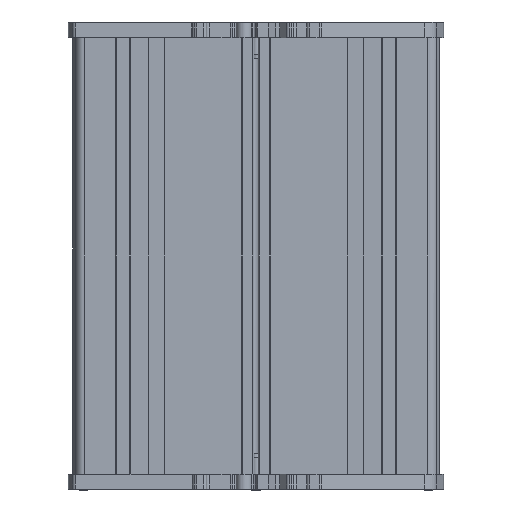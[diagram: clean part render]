
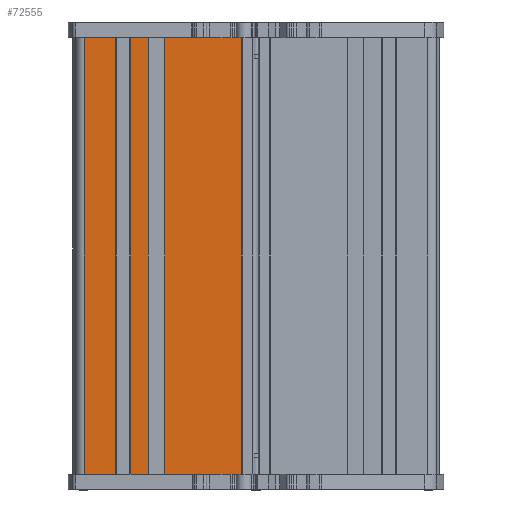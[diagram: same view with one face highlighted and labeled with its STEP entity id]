
A CAD part, front view. The second image highlights one B-rep face of the part: STEP entity #72555.
In plain terms, the highlighted planar face has unit normal (0, -1, 0).
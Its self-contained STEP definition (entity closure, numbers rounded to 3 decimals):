
#850=FACE_BOUND('',#8087,.T.);
#851=FACE_BOUND('',#8088,.T.);
#4044=FACE_OUTER_BOUND('',#8086,.T.);
#8086=EDGE_LOOP('',(#55219,#55220,#55221,#55222,#55223,#55224,#55225,#55226,
#55227,#55228,#55229,#55230,#55231,#55232,#55233,#55234,#55235,#55236,#55237,
#55238));
#8087=EDGE_LOOP('',(#55239,#55240,#55241,#55242));
#8088=EDGE_LOOP('',(#55243,#55244,#55245,#55246));
#16551=LINE('',#115008,#23962);
#16555=LINE('',#115027,#23966);
#16599=LINE('',#115142,#24010);
#16602=LINE('',#115152,#24013);
#16607=LINE('',#115163,#24018);
#16610=LINE('',#115169,#24021);
#16611=LINE('',#115171,#24022);
#16612=LINE('',#115173,#24023);
#16613=LINE('',#115175,#24024);
#16614=LINE('',#115177,#24025);
#16615=LINE('',#115179,#24026);
#16616=LINE('',#115181,#24027);
#16617=LINE('',#115183,#24028);
#16618=LINE('',#115185,#24029);
#16619=LINE('',#115187,#24030);
#16620=LINE('',#115189,#24031);
#16621=LINE('',#115191,#24032);
#16622=LINE('',#115193,#24033);
#16623=LINE('',#115195,#24034);
#16624=LINE('',#115196,#24035);
#16625=LINE('',#115198,#24036);
#16626=LINE('',#115200,#24037);
#16627=LINE('',#115202,#24038);
#16628=LINE('',#115203,#24039);
#16629=LINE('',#115204,#24040);
#16630=LINE('',#115205,#24041);
#16631=LINE('',#115206,#24042);
#16632=LINE('',#115207,#24043);
#23962=VECTOR('',#91830,10.);
#23966=VECTOR('',#91846,10.);
#24010=VECTOR('',#91944,10.);
#24013=VECTOR('',#91953,10.);
#24018=VECTOR('',#91962,10.);
#24021=VECTOR('',#91967,10.);
#24022=VECTOR('',#91968,1.);
#24023=VECTOR('',#91969,1.);
#24024=VECTOR('',#91970,1.);
#24025=VECTOR('',#91971,10.);
#24026=VECTOR('',#91972,10.);
#24027=VECTOR('',#91973,10.);
#24028=VECTOR('',#91974,1.);
#24029=VECTOR('',#91975,1.);
#24030=VECTOR('',#91976,1.);
#24031=VECTOR('',#91977,10.);
#24032=VECTOR('',#91978,1.);
#24033=VECTOR('',#91979,1.);
#24034=VECTOR('',#91980,1.);
#24035=VECTOR('',#91981,10.);
#24036=VECTOR('',#91982,10.);
#24037=VECTOR('',#91983,1.);
#24038=VECTOR('',#91984,1.);
#24039=VECTOR('',#91985,1.);
#24040=VECTOR('',#91986,10.);
#24041=VECTOR('',#91987,10.);
#24042=VECTOR('',#91988,10.);
#24043=VECTOR('',#91989,10.);
#30675=VERTEX_POINT('',#115006);
#30676=VERTEX_POINT('',#115007);
#30684=VERTEX_POINT('',#115024);
#30685=VERTEX_POINT('',#115026);
#30728=VERTEX_POINT('',#115140);
#30729=VERTEX_POINT('',#115141);
#30732=VERTEX_POINT('',#115149);
#30733=VERTEX_POINT('',#115151);
#30736=VERTEX_POINT('',#115161);
#30737=VERTEX_POINT('',#115162);
#30738=VERTEX_POINT('',#115167);
#30739=VERTEX_POINT('',#115168);
#30740=VERTEX_POINT('',#115170);
#30741=VERTEX_POINT('',#115172);
#30742=VERTEX_POINT('',#115174);
#30743=VERTEX_POINT('',#115176);
#30744=VERTEX_POINT('',#115178);
#30745=VERTEX_POINT('',#115180);
#30746=VERTEX_POINT('',#115182);
#30747=VERTEX_POINT('',#115184);
#30748=VERTEX_POINT('',#115186);
#30749=VERTEX_POINT('',#115188);
#30750=VERTEX_POINT('',#115190);
#30751=VERTEX_POINT('',#115192);
#30752=VERTEX_POINT('',#115194);
#30753=VERTEX_POINT('',#115197);
#30754=VERTEX_POINT('',#115199);
#30755=VERTEX_POINT('',#115201);
#39324=EDGE_CURVE('',#30675,#30676,#16551,.T.);
#39333=EDGE_CURVE('',#30684,#30685,#16555,.T.);
#39390=EDGE_CURVE('',#30728,#30729,#16599,.T.);
#39395=EDGE_CURVE('',#30732,#30733,#16602,.T.);
#39400=EDGE_CURVE('',#30736,#30737,#16607,.T.);
#39403=EDGE_CURVE('',#30738,#30739,#16610,.T.);
#39404=EDGE_CURVE('',#30740,#30738,#16611,.T.);
#39405=EDGE_CURVE('',#30740,#30741,#16612,.T.);
#39406=EDGE_CURVE('',#30741,#30742,#16613,.T.);
#39407=EDGE_CURVE('',#30743,#30742,#16614,.T.);
#39408=EDGE_CURVE('',#30744,#30743,#16615,.T.);
#39409=EDGE_CURVE('',#30745,#30744,#16616,.T.);
#39410=EDGE_CURVE('',#30746,#30745,#16617,.T.);
#39411=EDGE_CURVE('',#30746,#30747,#16618,.T.);
#39412=EDGE_CURVE('',#30747,#30748,#16619,.T.);
#39413=EDGE_CURVE('',#30749,#30748,#16620,.T.);
#39414=EDGE_CURVE('',#30750,#30749,#16621,.T.);
#39415=EDGE_CURVE('',#30750,#30751,#16622,.T.);
#39416=EDGE_CURVE('',#30751,#30752,#16623,.T.);
#39417=EDGE_CURVE('',#30675,#30752,#16624,.T.);
#39418=EDGE_CURVE('',#30753,#30676,#16625,.T.);
#39419=EDGE_CURVE('',#30754,#30753,#16626,.T.);
#39420=EDGE_CURVE('',#30754,#30755,#16627,.T.);
#39421=EDGE_CURVE('',#30755,#30739,#16628,.T.);
#39422=EDGE_CURVE('',#30733,#30737,#16629,.T.);
#39423=EDGE_CURVE('',#30736,#30732,#16630,.T.);
#39424=EDGE_CURVE('',#30685,#30729,#16631,.T.);
#39425=EDGE_CURVE('',#30728,#30684,#16632,.T.);
#55219=ORIENTED_EDGE('',*,*,#39403,.F.);
#55220=ORIENTED_EDGE('',*,*,#39404,.F.);
#55221=ORIENTED_EDGE('',*,*,#39405,.T.);
#55222=ORIENTED_EDGE('',*,*,#39406,.T.);
#55223=ORIENTED_EDGE('',*,*,#39407,.F.);
#55224=ORIENTED_EDGE('',*,*,#39408,.F.);
#55225=ORIENTED_EDGE('',*,*,#39409,.F.);
#55226=ORIENTED_EDGE('',*,*,#39410,.F.);
#55227=ORIENTED_EDGE('',*,*,#39411,.T.);
#55228=ORIENTED_EDGE('',*,*,#39412,.T.);
#55229=ORIENTED_EDGE('',*,*,#39413,.F.);
#55230=ORIENTED_EDGE('',*,*,#39414,.F.);
#55231=ORIENTED_EDGE('',*,*,#39415,.T.);
#55232=ORIENTED_EDGE('',*,*,#39416,.T.);
#55233=ORIENTED_EDGE('',*,*,#39417,.F.);
#55234=ORIENTED_EDGE('',*,*,#39324,.T.);
#55235=ORIENTED_EDGE('',*,*,#39418,.F.);
#55236=ORIENTED_EDGE('',*,*,#39419,.F.);
#55237=ORIENTED_EDGE('',*,*,#39420,.T.);
#55238=ORIENTED_EDGE('',*,*,#39421,.T.);
#55239=ORIENTED_EDGE('',*,*,#39422,.F.);
#55240=ORIENTED_EDGE('',*,*,#39395,.F.);
#55241=ORIENTED_EDGE('',*,*,#39423,.F.);
#55242=ORIENTED_EDGE('',*,*,#39400,.T.);
#55243=ORIENTED_EDGE('',*,*,#39424,.F.);
#55244=ORIENTED_EDGE('',*,*,#39333,.F.);
#55245=ORIENTED_EDGE('',*,*,#39425,.F.);
#55246=ORIENTED_EDGE('',*,*,#39390,.T.);
#65409=PLANE('',#77629);
#72555=ADVANCED_FACE('',(#4044,#850,#851),#65409,.T.);
#77629=AXIS2_PLACEMENT_3D('',#115166,#91965,#91966);
#91830=DIRECTION('',(0.,0.,-1.));
#91846=DIRECTION('',(0.,0.,-1.));
#91944=DIRECTION('',(0.,0.,-1.));
#91953=DIRECTION('',(0.,0.,-1.));
#91962=DIRECTION('',(0.,0.,-1.));
#91965=DIRECTION('center_axis',(0.,-1.,0.));
#91966=DIRECTION('ref_axis',(1.,0.,0.));
#91967=DIRECTION('',(-1.,0.,0.));
#91968=DIRECTION('',(0.,0.,1.));
#91969=DIRECTION('',(1.,0.,0.));
#91970=DIRECTION('',(0.,0.,1.));
#91971=DIRECTION('',(-1.,0.,0.));
#91972=DIRECTION('',(0.,0.,-1.));
#91973=DIRECTION('',(1.,0.,0.));
#91974=DIRECTION('',(0.,0.,-1.));
#91975=DIRECTION('',(-1.,0.,0.));
#91976=DIRECTION('',(0.,0.,-1.));
#91977=DIRECTION('',(1.,0.,0.));
#91978=DIRECTION('',(0.,0.,-1.));
#91979=DIRECTION('',(-1.,0.,0.));
#91980=DIRECTION('',(0.,0.,-1.));
#91981=DIRECTION('',(1.,0.,0.));
#91982=DIRECTION('',(-1.,0.,0.));
#91983=DIRECTION('',(0.,0.,1.));
#91984=DIRECTION('',(1.,0.,0.));
#91985=DIRECTION('',(0.,0.,1.));
#91986=DIRECTION('',(1.,0.,0.));
#91987=DIRECTION('',(-1.,0.,0.));
#91988=DIRECTION('',(1.,0.,0.));
#91989=DIRECTION('',(-1.,0.,0.));
#115006=CARTESIAN_POINT('',(-57.489,0.8,75.));
#115007=CARTESIAN_POINT('',(-57.489,0.8,-75.));
#115008=CARTESIAN_POINT('',(-57.489,0.8,0.));
#115024=CARTESIAN_POINT('',(-45.55,0.8,75.));
#115026=CARTESIAN_POINT('',(-45.55,0.8,-75.));
#115027=CARTESIAN_POINT('',(-45.55,0.8,0.));
#115140=CARTESIAN_POINT('',(-43.45,0.8,75.));
#115141=CARTESIAN_POINT('',(-43.45,0.8,-75.));
#115142=CARTESIAN_POINT('',(-43.45,0.8,0.));
#115149=CARTESIAN_POINT('',(-36.,0.8,75.));
#115151=CARTESIAN_POINT('',(-36.,0.8,-75.));
#115152=CARTESIAN_POINT('',(-36.,0.8,0.));
#115161=CARTESIAN_POINT('',(-30.5,0.8,75.));
#115162=CARTESIAN_POINT('',(-30.5,0.8,-75.));
#115163=CARTESIAN_POINT('',(-30.5,0.8,0.));
#115166=CARTESIAN_POINT('Origin',(-30.5,0.8,0.));
#115167=CARTESIAN_POINT('',(-12.594,0.8,-75.));
#115168=CARTESIAN_POINT('',(-13.794,0.8,-75.));
#115169=CARTESIAN_POINT('',(-3.3,0.8,-75.));
#115170=CARTESIAN_POINT('',(-12.594,0.8,-76.7));
#115171=CARTESIAN_POINT('',(-12.594,0.8,-28.));
#115172=CARTESIAN_POINT('',(-4.794,0.8,-76.7));
#115173=CARTESIAN_POINT('',(-27.822,0.8,-76.7));
#115174=CARTESIAN_POINT('',(-4.794,0.8,-75.));
#115175=CARTESIAN_POINT('',(-4.794,0.8,-28.));
#115176=CARTESIAN_POINT('',(-3.3,0.8,-75.));
#115177=CARTESIAN_POINT('',(-3.3,0.8,-75.));
#115178=CARTESIAN_POINT('',(-3.3,0.8,75.));
#115179=CARTESIAN_POINT('',(-3.3,0.8,0.));
#115180=CARTESIAN_POINT('',(-4.8,0.8,75.));
#115181=CARTESIAN_POINT('',(-3.3,0.8,75.));
#115182=CARTESIAN_POINT('',(-4.8,0.8,76.7));
#115183=CARTESIAN_POINT('',(-4.8,0.8,76.7));
#115184=CARTESIAN_POINT('',(-12.6,0.8,76.7));
#115185=CARTESIAN_POINT('',(-31.97,0.8,76.7));
#115186=CARTESIAN_POINT('',(-12.6,0.8,75.));
#115187=CARTESIAN_POINT('',(-12.6,0.8,76.7));
#115188=CARTESIAN_POINT('',(-13.8,0.8,75.));
#115189=CARTESIAN_POINT('',(-3.3,0.8,75.));
#115190=CARTESIAN_POINT('',(-13.8,0.8,76.7));
#115191=CARTESIAN_POINT('',(-13.8,0.8,76.7));
#115192=CARTESIAN_POINT('',(-53.1,0.8,76.7));
#115193=CARTESIAN_POINT('',(-31.97,0.8,76.7));
#115194=CARTESIAN_POINT('',(-53.1,0.8,75.));
#115195=CARTESIAN_POINT('',(-53.1,0.8,76.7));
#115196=CARTESIAN_POINT('',(-45.55,0.8,75.));
#115197=CARTESIAN_POINT('',(-53.094,0.8,-75.));
#115198=CARTESIAN_POINT('',(-45.55,0.8,-75.));
#115199=CARTESIAN_POINT('',(-53.094,0.8,-76.7));
#115200=CARTESIAN_POINT('',(-53.094,0.8,-76.7));
#115201=CARTESIAN_POINT('',(-13.794,0.8,-76.7));
#115202=CARTESIAN_POINT('',(-27.822,0.8,-76.7));
#115203=CARTESIAN_POINT('',(-13.794,0.8,-28.));
#115204=CARTESIAN_POINT('',(-26.547,0.8,-75.));
#115205=CARTESIAN_POINT('',(-6.9,0.8,75.));
#115206=CARTESIAN_POINT('',(-26.547,0.8,-75.));
#115207=CARTESIAN_POINT('',(-6.9,0.8,75.));
